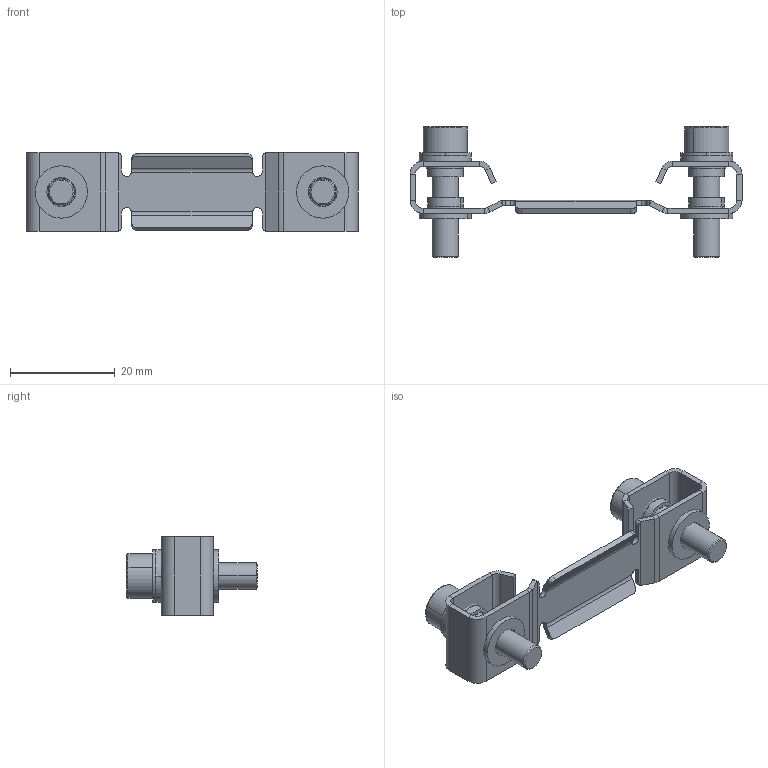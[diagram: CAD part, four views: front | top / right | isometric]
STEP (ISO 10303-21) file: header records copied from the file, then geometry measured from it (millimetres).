
FILE_DESCRIPTION (( 'STEP AP203' ), '1' );
FILE_NAME ('PKIT591-1KJ.step', '2021-07-07T10:18:12', ( '' ), ( '' ), 'SwSTEP 2.0', 'SolidWorks 2021', '' );
FILE_SCHEMA (( 'CONFIG_CONTROL_DESIGN' ));
Length unit declared in the file: millimetre
Products named in the file (1): PKIT591-1KJ
Bounding box: 63.5 x 25 x 15 mm (x, y, z)
Volume: 3267 mm3; surface area: 6032.2 mm2
Topology: 9 solids, 9 shells, 336 faces, 808 edges, 498 vertices
Faces by surface type: plane 176, cylinder 144, cone 8, torus 4, bspline 4
Entity records: 9841 total; most frequent: DIRECTION 1802, CARTESIAN_POINT 1691, ORIENTED_EDGE 1608, EDGE_CURVE 804, AXIS2_PLACEMENT_3D 673, VERTEX_POINT 498, VECTOR 456, LINE 456
